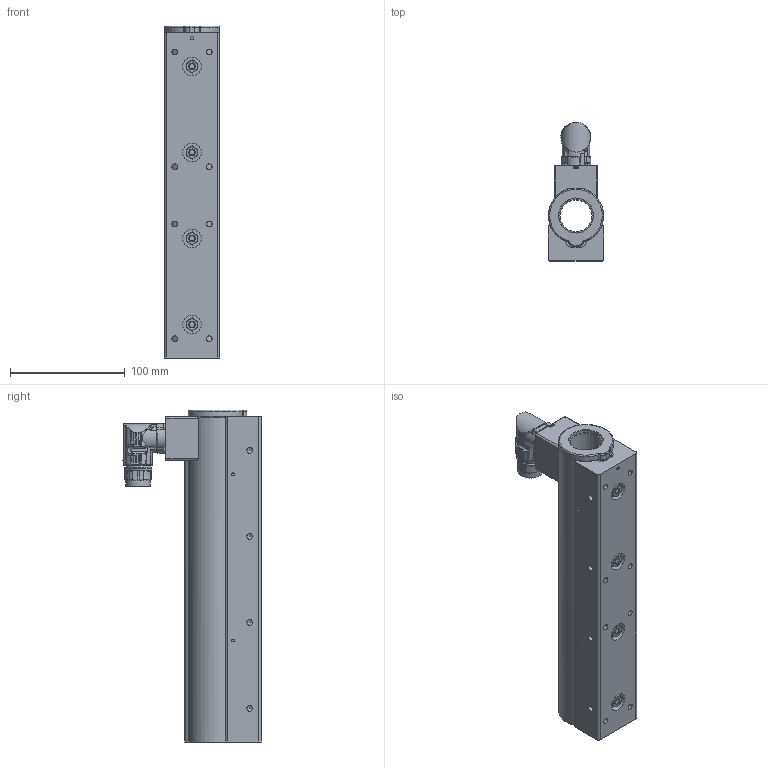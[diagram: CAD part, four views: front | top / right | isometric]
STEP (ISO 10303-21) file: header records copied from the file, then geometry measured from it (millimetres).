
FILE_DESCRIPTION (( 'STEP AP214' ), '1' );
FILE_NAME ('0186-1446_210709_PS01-48x240F-HP-C-M01.STEP', '2021-07-09T07:51:45', ( '' ), ( '' ), 'SwSTEP 2.0', 'SolidWorks 2020', '' );
FILE_SCHEMA (( 'AUTOMOTIVE_DESIGN' ));
Length unit declared in the file: millimetre
Products named in the file (1): 0186-1446_210709_PS01-48x240F-HP-C-M01
Bounding box: 48 x 120.62 x 289.5 mm (x, y, z)
Volume: 678447.6 mm3; surface area: 164693.9 mm2
Topology: 15 solids, 38 shells, 1597 faces, 4208 edges, 2678 vertices
Faces by surface type: cylinder 684, plane 559, cone 225, bspline 63, torus 62, sphere 4
Full cylindrical faces by diameter (mm): 1 x10, 1.2 x5, 1.5 x5, 1.8 x5, 2 x8, 2.05 x4, 2.5 x12, 2.6 x4, 2.7 x4, 2.8 x7, 2.9 x4, 3 x2, 3.2 x2, 4.5 x8, 5 x40, 5.5 x2, 6 x4, 6.6 x4, 16 x4, 17.3 x1, 18 x1, 19.4 x1, 20.1 x1, 21.15 x2, 21.5 x1, 21.8 x1, 24.3 x1, 28 x1, 30 x1
Entity records: 83302 total; most frequent: CARTESIAN_POINT 34467, ORIENTED_EDGE 7670, DIRECTION 6398, EDGE_CURVE 3835, VERTEX_POINT 2582, AXIS2_PLACEMENT_3D 2424, EDGE_LOOP 1979, FACE_OUTER_BOUND 1768
